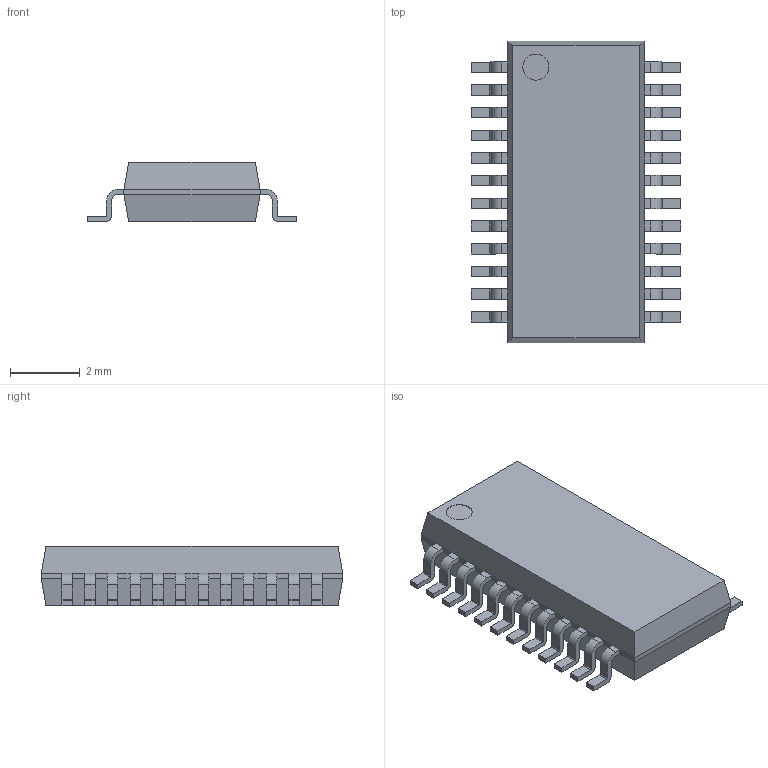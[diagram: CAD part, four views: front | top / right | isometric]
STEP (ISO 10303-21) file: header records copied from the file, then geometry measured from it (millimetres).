
FILE_DESCRIPTION (( 'STEP AP214' ), '1' );
FILE_NAME ('NCV7719.STEP', '2021-02-15T15:06:24', ( '' ), ( '' ), 'SwSTEP 2.0', 'SolidWorks 2018', '' );
FILE_SCHEMA (( 'AUTOMOTIVE_DESIGN' ));
Length unit declared in the file: millimetre
Products named in the file (1): NCV7719
Bounding box: 6 x 8.64 x 1.7 mm (x, y, z)
Volume: 56.5 mm3; surface area: 139.3 mm2
Topology: 1 solids, 1 shells, 353 faces, 946 edges, 596 vertices
Faces by surface type: plane 255, cylinder 98
Entity records: 14761 total; most frequent: CARTESIAN_POINT 1896, ORIENTED_EDGE 1892, DIRECTION 1850, EDGE_CURVE 946, VECTOR 750, LINE 750, VERTEX_POINT 596, AXIS2_PLACEMENT_3D 550
